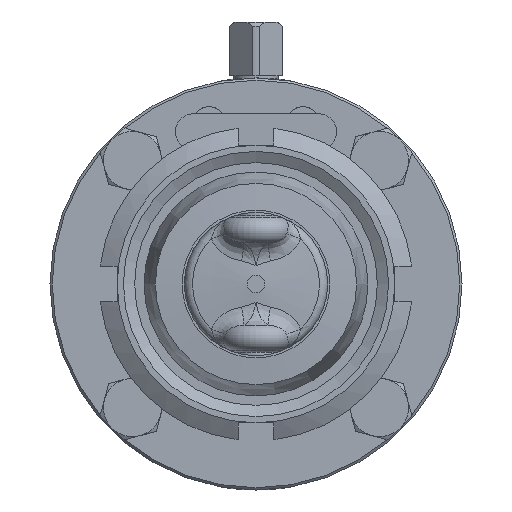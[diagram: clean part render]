
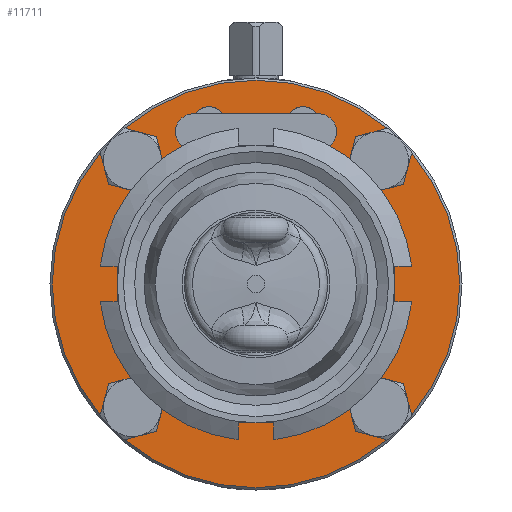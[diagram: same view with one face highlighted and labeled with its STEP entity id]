
A CAD part, left-side view. The second image highlights one B-rep face of the part: STEP entity #11711.
In plain terms, the highlighted planar face has unit normal (-1, 0, 0).
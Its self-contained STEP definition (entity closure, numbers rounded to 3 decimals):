
#3059=CARTESIAN_POINT('',(-10.,10.5,32.4));
#3060=VERTEX_POINT('',#3059);
#3061=CARTESIAN_POINT('',(-10.,10.5,36.0));
#3062=DIRECTION('',(1.0,0.0,0.0));
#3063=DIRECTION('',(0.0,0.0,-1.0));
#3064=AXIS2_PLACEMENT_3D('',#3061,#3062,#3063);
#3065=CIRCLE('',#3064,3.6);
#3066=EDGE_CURVE('',#3060,#3060,#3065,.T.);
#3096=CARTESIAN_POINT('',(-10.,-10.5,32.4));
#3097=VERTEX_POINT('',#3096);
#3098=CARTESIAN_POINT('',(-10.,-10.5,36.));
#3099=DIRECTION('',(1.0,0.0,0.0));
#3100=DIRECTION('',(0.0,0.0,-1.0));
#3101=AXIS2_PLACEMENT_3D('',#3098,#3099,#3100);
#3102=CIRCLE('',#3101,3.6);
#3103=EDGE_CURVE('',#3097,#3097,#3102,.T.);
#4171=CARTESIAN_POINT('',(-10.,-29.065,33.08));
#4172=VERTEX_POINT('',#4171);
#4173=CARTESIAN_POINT('',(-10.,-27.577,27.577));
#4174=DIRECTION('',(1.0,0.0,0.0));
#4175=DIRECTION('',(0.0,-0.261,0.965));
#4176=AXIS2_PLACEMENT_3D('',#4173,#4174,#4175);
#4177=CIRCLE('',#4176,5.7);
#4178=EDGE_CURVE('',#4172,#4172,#4177,.T.);
#5049=CARTESIAN_POINT('',(-10.,-33.08,-29.065));
#5050=VERTEX_POINT('',#5049);
#5051=CARTESIAN_POINT('',(-10.,-27.577,-27.577));
#5052=DIRECTION('',(1.0,0.0,0.0));
#5053=DIRECTION('',(0.0,-0.965,-0.261));
#5054=AXIS2_PLACEMENT_3D('',#5051,#5052,#5053);
#5055=CIRCLE('',#5054,5.7);
#5056=EDGE_CURVE('',#5050,#5050,#5055,.T.);
#5927=CARTESIAN_POINT('',(-10.,29.065,-33.08));
#5928=VERTEX_POINT('',#5927);
#5929=CARTESIAN_POINT('',(-10.,27.577,-27.577));
#5930=DIRECTION('',(1.0,0.0,0.0));
#5931=DIRECTION('',(0.0,0.261,-0.965));
#5932=AXIS2_PLACEMENT_3D('',#5929,#5930,#5931);
#5933=CIRCLE('',#5932,5.7);
#5934=EDGE_CURVE('',#5928,#5928,#5933,.T.);
#6805=CARTESIAN_POINT('',(-10.0,33.08,29.065));
#6806=VERTEX_POINT('',#6805);
#6807=CARTESIAN_POINT('',(-10.,27.577,27.577));
#6808=DIRECTION('',(1.0,0.0,0.0));
#6809=DIRECTION('',(0.0,0.965,0.261));
#6810=AXIS2_PLACEMENT_3D('',#6807,#6808,#6809);
#6811=CIRCLE('',#6810,5.7);
#6812=EDGE_CURVE('',#6806,#6806,#6811,.T.);
#11662=CARTESIAN_POINT('',(-10.,-45.5,0.));
#11663=VERTEX_POINT('',#11662);
#11664=CARTESIAN_POINT('',(-10.,0.,0.));
#11665=DIRECTION('',(1.0,0.0,0.0));
#11666=DIRECTION('',(0.0,1.0,0.0));
#11667=AXIS2_PLACEMENT_3D('',#11664,#11665,#11666);
#11668=CIRCLE('',#11667,45.5);
#11669=EDGE_CURVE('',#11663,#11663,#11668,.T.);
#11674=CARTESIAN_POINT('',(-10.,-36.25,0.));
#11675=DIRECTION('',(-1.0,0.0,0.0));
#11676=DIRECTION('',(0.0,0.0,-1.0));
#11677=AXIS2_PLACEMENT_3D('',#11674,#11675,#11676);
#11678=PLANE('',#11677);
#11679=ORIENTED_EDGE('',*,*,#11669,.F.);
#11680=EDGE_LOOP('',(#11679));
#11681=FACE_OUTER_BOUND('',#11680,.T.);
#11682=ORIENTED_EDGE('',*,*,#4178,.T.);
#11683=EDGE_LOOP('',(#11682));
#11684=FACE_BOUND('',#11683,.T.);
#11685=ORIENTED_EDGE('',*,*,#5056,.T.);
#11686=EDGE_LOOP('',(#11685));
#11687=FACE_BOUND('',#11686,.T.);
#11688=ORIENTED_EDGE('',*,*,#5934,.T.);
#11689=EDGE_LOOP('',(#11688));
#11690=FACE_BOUND('',#11689,.T.);
#11691=ORIENTED_EDGE('',*,*,#6812,.T.);
#11692=EDGE_LOOP('',(#11691));
#11693=FACE_BOUND('',#11692,.T.);
#11694=CARTESIAN_POINT('',(-10.,-26.5,0.));
#11695=VERTEX_POINT('',#11694);
#11696=CARTESIAN_POINT('',(-10.,0.,0.));
#11697=DIRECTION('',(-1.0,0.0,0.0));
#11698=DIRECTION('',(0.0,-1.0,0.0));
#11699=AXIS2_PLACEMENT_3D('',#11696,#11697,#11698);
#11700=CIRCLE('',#11699,26.5);
#11701=EDGE_CURVE('',#11695,#11695,#11700,.T.);
#11702=ORIENTED_EDGE('',*,*,#11701,.F.);
#11703=EDGE_LOOP('',(#11702));
#11704=FACE_BOUND('',#11703,.T.);
#11705=ORIENTED_EDGE('',*,*,#3103,.T.);
#11706=EDGE_LOOP('',(#11705));
#11707=FACE_BOUND('',#11706,.T.);
#11708=ORIENTED_EDGE('',*,*,#3066,.T.);
#11709=EDGE_LOOP('',(#11708));
#11710=FACE_BOUND('',#11709,.T.);
#11711=ADVANCED_FACE('',(#11681,#11684,#11687,#11690,#11693,#11704,#11707,#11710),#11678,.T.);
